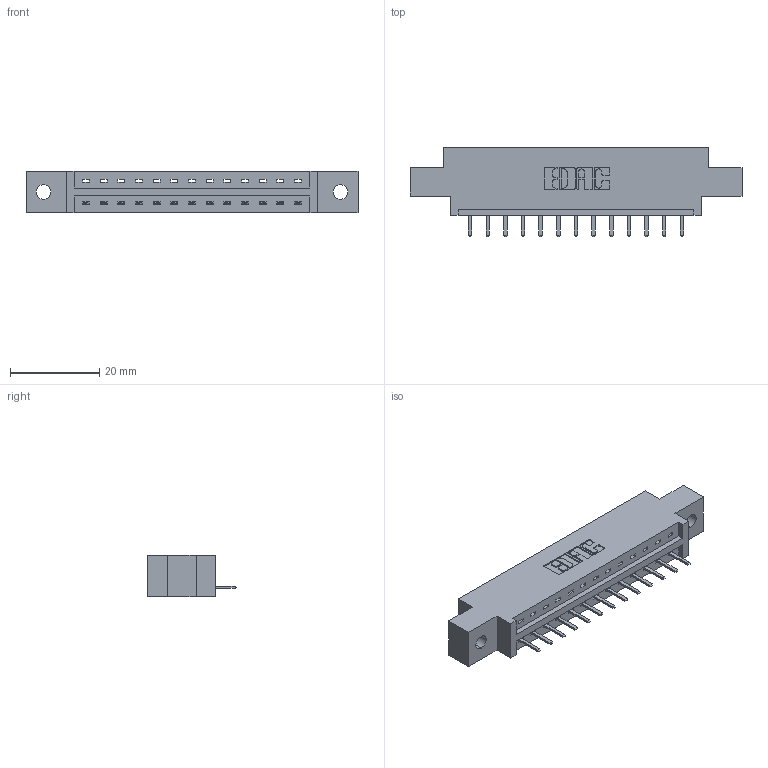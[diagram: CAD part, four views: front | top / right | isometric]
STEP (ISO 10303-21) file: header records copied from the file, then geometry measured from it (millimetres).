
FILE_DESCRIPTION (( 'STEP AP203' ), '1' );
FILE_NAME ('337-013-520-602.STEP', '2018-08-04T06:27:52', ( '' ), ( '' ), 'SwSTEP 2.0', 'SolidWorks 2016', '' );
FILE_SCHEMA (( 'CONFIG_CONTROL_DESIGN' ));
Length unit declared in the file: inch
Products named in the file (3): 337 Part_0.170 Offset - 0.128 Dia; 345-292-001_345-293-120; 337-013-520-602
Assembly tree (14 placements, depth 2):
  337-013-520-602
    337 Part_0.170 Offset - 0.128 Dia
    345-292-001_345-293-120  x13
Bounding box: 74.52 x 20.02 x 9.4 mm (x, y, z)
Volume: 7191 mm3; surface area: 6961.8 mm2
Topology: 14 solids, 14 shells, 976 faces, 2871 edges, 1878 vertices
Faces by surface type: plane 698, cylinder 278
Entity records: 13663 total; most frequent: CARTESIAN_POINT 2397, ORIENTED_EDGE 2334, DIRECTION 2065, EDGE_CURVE 1167, LINE 1035, VECTOR 1035, VERTEX_POINT 774, AXIS2_PLACEMENT_3D 515
